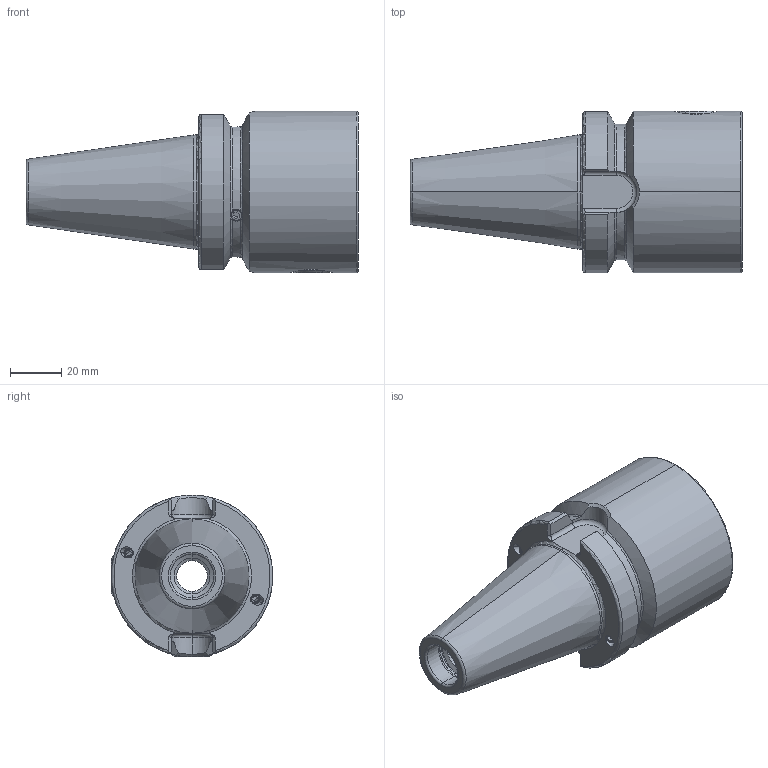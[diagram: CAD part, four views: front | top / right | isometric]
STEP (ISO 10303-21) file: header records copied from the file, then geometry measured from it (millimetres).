
FILE_DESCRIPTION (( 'STEP AP214' ), '1' );
FILE_NAME ('BB4-WH6.K01.064.STEP', '2016-05-23T12:10:57', ( 'SWIAdmin' ), ( 'Hewlett-Packard Company' ), 'SwSTEP 2.0', 'SolidWorks 2015', '' );
FILE_SCHEMA (( 'AUTOMOTIVE_DESIGN' ));
Length unit declared in the file: millimetre
Products named in the file (5): BB4-WH6.K01.064_C; BB4-WH6.K01.064; WH6-ER1.001.021; ISO 4026 - M4 x 3_PreviewCfg; ISO 4026 - M5 x 4_PreviewCfg
Assembly tree (6 placements, depth 2):
  BB4-WH6.K01.064
    BB4-WH6.K01.064_C
    ISO 4026 - M5 x 4_PreviewCfg
    ISO 4026 - M4 x 3_PreviewCfg  x2
    WH6-ER1.001.021  x2
Bounding box: 129.4 x 63 x 63 mm (x, y, z)
Volume: 195206.3 mm3; surface area: 38650 mm2
Topology: 6 solids, 6 shells, 225 faces, 540 edges, 321 vertices
Faces by surface type: plane 74, cylinder 64, cone 50, torus 31, bspline 6
Entity records: 7033 total; most frequent: CARTESIAN_POINT 2510, ORIENTED_EDGE 880, DIRECTION 861, EDGE_CURVE 440, AXIS2_PLACEMENT_3D 339, VERTEX_POINT 266, EDGE_LOOP 194, LINE 183
